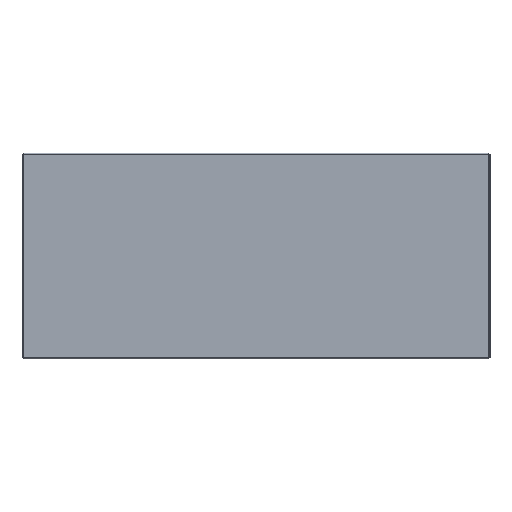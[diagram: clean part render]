
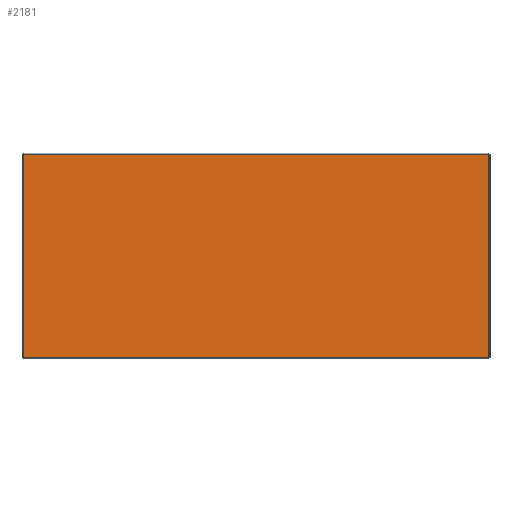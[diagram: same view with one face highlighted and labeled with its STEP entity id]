
A CAD part, front view. The second image highlights one B-rep face of the part: STEP entity #2181.
In plain terms, the highlighted planar face has unit normal (0, -1, 0).
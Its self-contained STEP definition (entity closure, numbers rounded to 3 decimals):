
#3 = EDGE_CURVE ( 'NONE', #1963, #399, #416, .T. ) ;
#133 = CARTESIAN_POINT ( 'NONE',  ( -450.8, -1.2, -196.8 ) ) ;
#272 = EDGE_CURVE ( 'NONE', #975, #1963, #1692, .T. ) ;
#339 = ORIENTED_EDGE ( 'NONE', *, *, #1432, .F. ) ;
#399 = VERTEX_POINT ( 'NONE', #2393 ) ;
#416 = LINE ( 'NONE', #2436, #1413 ) ;
#557 = VECTOR ( 'NONE', #1581, 1000. ) ;
#694 = LINE ( 'NONE', #133, #1757 ) ;
#717 = FACE_OUTER_BOUND ( 'NONE', #2217, .T. ) ;
#744 = CARTESIAN_POINT ( 'NONE',  ( 0., -1.2, 0. ) ) ;
#856 = EDGE_CURVE ( 'NONE', #1426, #975, #694, .T. ) ;
#944 = DIRECTION ( 'NONE',  ( 0., 0., 1. ) ) ;
#975 = VERTEX_POINT ( 'NONE', #1395 ) ;
#1133 = PLANE ( 'NONE',  #1529 ) ;
#1161 = CARTESIAN_POINT ( 'NONE',  ( -450.8, -1.2, -196.8 ) ) ;
#1162 = DIRECTION ( 'NONE',  ( 0., 0., 1. ) ) ;
#1220 = ORIENTED_EDGE ( 'NONE', *, *, #856, .F. ) ;
#1395 = CARTESIAN_POINT ( 'NONE',  ( -450.8, -1.2, 196.8 ) ) ;
#1413 = VECTOR ( 'NONE', #1447, 1000. ) ;
#1426 = VERTEX_POINT ( 'NONE', #1161 ) ;
#1432 = EDGE_CURVE ( 'NONE', #399, #1426, #2333, .T. ) ;
#1447 = DIRECTION ( 'NONE',  ( 0., 0., -1. ) ) ;
#1529 = AXIS2_PLACEMENT_3D ( 'NONE', #744, #1549, #1162 ) ;
#1549 = DIRECTION ( 'NONE',  ( 0., 1., 0. ) ) ;
#1581 = DIRECTION ( 'NONE',  ( -1., 0., 0. ) ) ;
#1692 = LINE ( 'NONE', #1716, #2467 ) ;
#1716 = CARTESIAN_POINT ( 'NONE',  ( 453., -1.2, 196.8 ) ) ;
#1757 = VECTOR ( 'NONE', #944, 1000. ) ;
#1764 = CARTESIAN_POINT ( 'NONE',  ( 453., -1.2, -196.8 ) ) ;
#1893 = ORIENTED_EDGE ( 'NONE', *, *, #272, .F. ) ;
#1945 = CARTESIAN_POINT ( 'NONE',  ( 450.8, -1.2, 196.8 ) ) ;
#1963 = VERTEX_POINT ( 'NONE', #1945 ) ;
#2096 = DIRECTION ( 'NONE',  ( 1., 0., 0. ) ) ;
#2181 = ADVANCED_FACE ( 'NONE', ( #717 ), #1133, .F. ) ;
#2217 = EDGE_LOOP ( 'NONE', ( #2655, #1893, #1220, #339 ) ) ;
#2333 = LINE ( 'NONE', #1764, #557 ) ;
#2393 = CARTESIAN_POINT ( 'NONE',  ( 450.8, -1.2, -196.8 ) ) ;
#2436 = CARTESIAN_POINT ( 'NONE',  ( 450.8, -1.2, 196.8 ) ) ;
#2467 = VECTOR ( 'NONE', #2096, 1000. ) ;
#2655 = ORIENTED_EDGE ( 'NONE', *, *, #3, .F. ) ;
